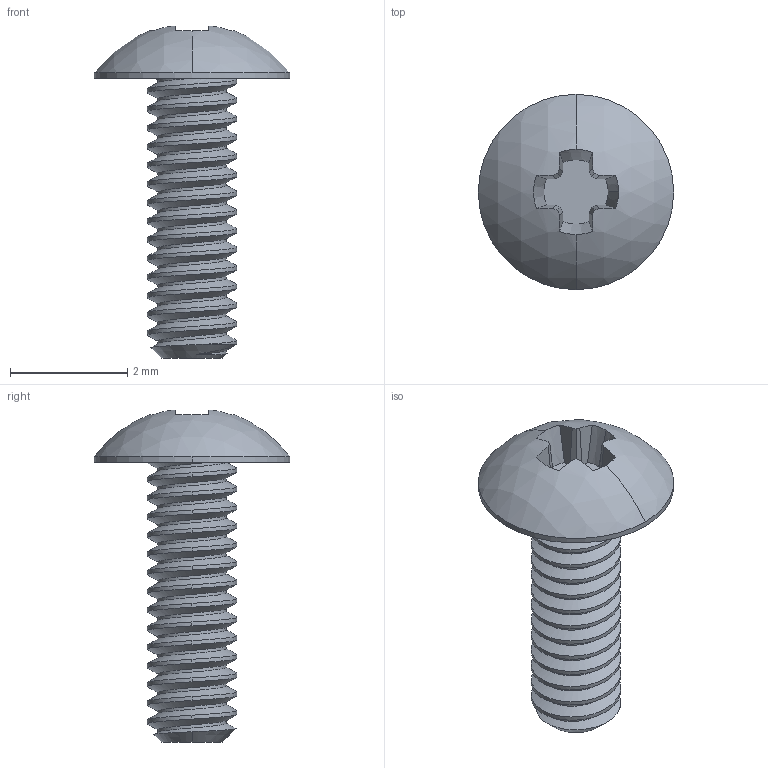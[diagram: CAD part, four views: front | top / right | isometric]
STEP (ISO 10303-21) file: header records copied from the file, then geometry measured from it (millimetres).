
FILE_DESCRIPTION (( 'STEP AP203' ), '1' );
FILE_NAME ('94792A712_316 Stainless Steel Extra-Wide Truss Head Phillips Screws.STEP', '2021-09-10T04:57:26', ( 'Administrator' ), ( 'Managed by Terraform' ), 'SwSTEP 2.0', 'SolidWorks 2017', '' );
FILE_SCHEMA (( 'CONFIG_CONTROL_DESIGN' ));
Length unit declared in the file: inch
Products named in the file (1): 94792A712_316 Stainless Steel Extra-Wide Truss Head Phillips Screws
Bounding box: 3.33 x 3.33 x 5.65 mm (x, y, z)
Volume: 10.9 mm3; surface area: 56.1 mm2
Topology: 1 solids, 1 shells, 64 faces, 182 edges, 121 vertices
Faces by surface type: cylinder 32, plane 19, cone 8, bspline 3, sphere 2
Entity records: 4021 total; most frequent: CARTESIAN_POINT 2460, ORIENTED_EDGE 364, DIRECTION 269, EDGE_CURVE 182, VERTEX_POINT 121, AXIS2_PLACEMENT_3D 103, EDGE_LOOP 65, FACE_OUTER_BOUND 64
